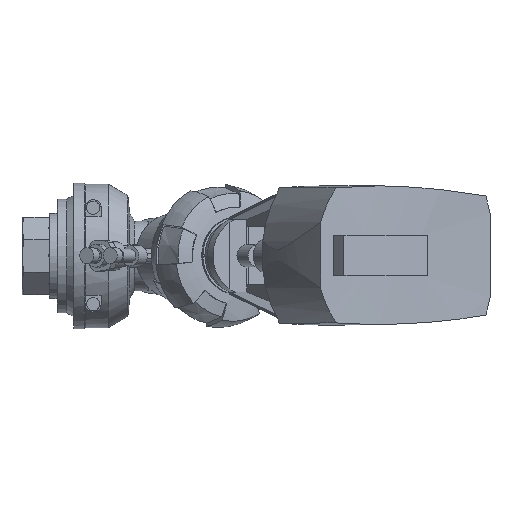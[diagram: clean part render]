
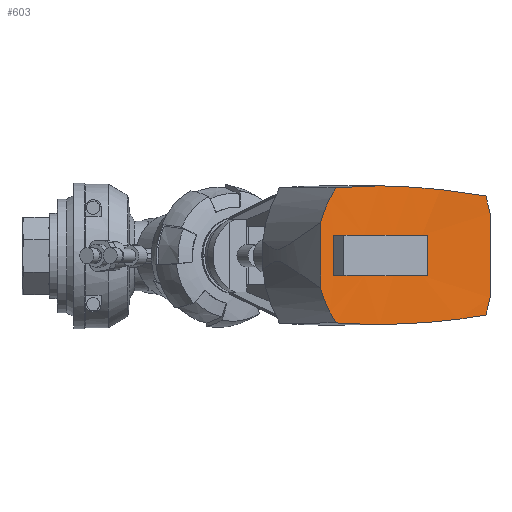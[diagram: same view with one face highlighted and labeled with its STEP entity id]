
A CAD part, top view. The second image highlights one B-rep face of the part: STEP entity #603.
In plain terms, the highlighted cylindrical face has radius 566 mm (diameter 1132 mm), a partial arc.
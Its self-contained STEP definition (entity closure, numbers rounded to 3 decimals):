
#603 = ADVANCED_FACE( '', ( #1346, #1347 ), #1348, .T. );
#1346 = FACE_BOUND( '', #2325, .T. );
#1347 = FACE_OUTER_BOUND( '', #2326, .T. );
#1348 = CYLINDRICAL_SURFACE( '', #2327, 566. );
#2325 = EDGE_LOOP( '', ( #4076, #4077, #4078, #4079 ) );
#2326 = EDGE_LOOP( '', ( #4080, #4081, #4082, #4083, #4084, #4085, #4086, #4087, #4088, #4089 ) );
#2327 = AXIS2_PLACEMENT_3D( '', #4090, #4091, #4092 );
#4076 = ORIENTED_EDGE( '', *, *, #5826, .F. );
#4077 = ORIENTED_EDGE( '', *, *, #5572, .T. );
#4078 = ORIENTED_EDGE( '', *, *, #5852, .T. );
#4079 = ORIENTED_EDGE( '', *, *, #5238, .F. );
#4080 = ORIENTED_EDGE( '', *, *, #5923, .T. );
#4081 = ORIENTED_EDGE( '', *, *, #5924, .T. );
#4082 = ORIENTED_EDGE( '', *, *, #5925, .T. );
#4083 = ORIENTED_EDGE( '', *, *, #5926, .T. );
#4084 = ORIENTED_EDGE( '', *, *, #5655, .T. );
#4085 = ORIENTED_EDGE( '', *, *, #5401, .T. );
#4086 = ORIENTED_EDGE( '', *, *, #5651, .T. );
#4087 = ORIENTED_EDGE( '', *, *, #5631, .T. );
#4088 = ORIENTED_EDGE( '', *, *, #5453, .T. );
#4089 = ORIENTED_EDGE( '', *, *, #5731, .F. );
#4090 = CARTESIAN_POINT( '', ( -82.09, -137.18, -162.184 ) );
#4091 = DIRECTION( '', ( 0., -1., 0. ) );
#4092 = DIRECTION( '', ( 0.5, 0., 0.866 ) );
#5238 = EDGE_CURVE( '', #6174, #6170, #6176, .T. );
#5401 = EDGE_CURVE( '', #6462, #6463, #6464, .T. );
#5453 = EDGE_CURVE( '', #6547, #6545, #6548, .T. );
#5572 = EDGE_CURVE( '', #6751, #6748, #6752, .T. );
#5631 = EDGE_CURVE( '', #6835, #6547, #6839, .T. );
#5651 = EDGE_CURVE( '', #6463, #6835, #6864, .T. );
#5655 = EDGE_CURVE( '', #6866, #6462, #6870, .T. );
#5731 = EDGE_CURVE( '', #6982, #6545, #6984, .T. );
#5826 = EDGE_CURVE( '', #6751, #6174, #7128, .F. );
#5852 = EDGE_CURVE( '', #6748, #6170, #7161, .F. );
#5923 = EDGE_CURVE( '', #6982, #7258, #7259, .T. );
#5924 = EDGE_CURVE( '', #7258, #7260, #7261, .T. );
#5925 = EDGE_CURVE( '', #7260, #7262, #7263, .T. );
#5926 = EDGE_CURVE( '', #7262, #6866, #7264, .T. );
#6170 = VERTEX_POINT( '', #7544 );
#6174 = VERTEX_POINT( '', #7550 );
#6176 = LINE( '', #7553, #7554 );
#6462 = VERTEX_POINT( '', #8283 );
#6463 = VERTEX_POINT( '', #8284 );
#6464 = B_SPLINE_CURVE_WITH_KNOTS( '', 3, ( #8285, #8286, #8287, #8288 ), .UNSPECIFIED., .F., .F., ( 4, 4 ), ( 0., 0.016 ), .UNSPECIFIED. );
#6545 = VERTEX_POINT( '', #8609 );
#6547 = VERTEX_POINT( '', #8640 );
#6548 = B_SPLINE_CURVE_WITH_KNOTS( '', 3, ( #8641, #8642, #8643, #8644, #8645, #8646 ), .UNSPECIFIED., .F., .F., ( 4, 2, 4 ), ( 0., 0.017, 0.035 ), .UNSPECIFIED. );
#6748 = VERTEX_POINT( '', #9001 );
#6751 = VERTEX_POINT( '', #9005 );
#6752 = LINE( '', #9006, #9007 );
#6835 = VERTEX_POINT( '', #9197 );
#6839 = B_SPLINE_CURVE_WITH_KNOTS( '', 3, ( #9202, #9203, #9204, #9205 ), .UNSPECIFIED., .F., .F., ( 4, 4 ), ( 0., 0.043 ), .UNSPECIFIED. );
#6864 = B_SPLINE_CURVE_WITH_KNOTS( '', 3, ( #9233, #9234, #9235, #9236, #9237, #9238 ), .UNSPECIFIED., .F., .F., ( 4, 2, 4 ), ( 0., 0.058, 0.116 ), .UNSPECIFIED. );
#6866 = VERTEX_POINT( '', #9240 );
#6870 = LINE( '', #9254, #9255 );
#6982 = VERTEX_POINT( '', #9519 );
#6984 = LINE( '', #9550, #9551 );
#7128 = CIRCLE( '', #9797, 566. );
#7161 = CIRCLE( '', #10042, 566. );
#7258 = VERTEX_POINT( '', #10201 );
#7259 = B_SPLINE_CURVE_WITH_KNOTS( '', 3, ( #10202, #10203, #10204, #10205, #10206, #10207 ), .UNSPECIFIED., .F., .F., ( 4, 2, 4 ), ( 0., 0.017, 0.035 ), .UNSPECIFIED. );
#7260 = VERTEX_POINT( '', #10208 );
#7261 = B_SPLINE_CURVE_WITH_KNOTS( '', 3, ( #10209, #10210, #10211, #10212 ), .UNSPECIFIED., .F., .F., ( 4, 4 ), ( 0., 0.043 ), .UNSPECIFIED. );
#7262 = VERTEX_POINT( '', #10213 );
#7263 = B_SPLINE_CURVE_WITH_KNOTS( '', 3, ( #10214, #10215, #10216, #10217, #10218, #10219 ), .UNSPECIFIED., .F., .F., ( 4, 2, 4 ), ( 0., 0.058, 0.116 ), .UNSPECIFIED. );
#7264 = B_SPLINE_CURVE_WITH_KNOTS( '', 3, ( #10220, #10221, #10222, #10223 ), .UNSPECIFIED., .F., .F., ( 4, 4 ), ( 0., 0.016 ), .UNSPECIFIED. );
#7544 = CARTESIAN_POINT( '', ( 231.182, 18., 309.215 ) );
#7550 = CARTESIAN_POINT( '', ( 231.182, -18., 309.215 ) );
#7553 = CARTESIAN_POINT( '', ( 231.182, -18., 309.215 ) );
#7554 = VECTOR( '', #10945, 1000. );
#8283 = CARTESIAN_POINT( '', ( 291.667, 37.672, 262.86 ) );
#8284 = CARTESIAN_POINT( '', ( 287.91, 53.148, 266.134 ) );
#8285 = CARTESIAN_POINT( '', ( 291.667, 37.672, 262.86 ) );
#8286 = CARTESIAN_POINT( '', ( 290.629, 42.921, 263.772 ) );
#8287 = CARTESIAN_POINT( '', ( 289.378, 48.079, 264.866 ) );
#8288 = CARTESIAN_POINT( '', ( 287.91, 53.148, 266.134 ) );
#8609 = CARTESIAN_POINT( '', ( 140.629, 29.267, 358.155 ) );
#8640 = CARTESIAN_POINT( '', ( 154.472, 60.299, 352.009 ) );
#8641 = CARTESIAN_POINT( '', ( 154.472, 60.299, 352.009 ) );
#8642 = CARTESIAN_POINT( '', ( 151.39, 55.55, 353.427 ) );
#8643 = CARTESIAN_POINT( '', ( 148.698, 50.586, 354.633 ) );
#8644 = CARTESIAN_POINT( '', ( 144.077, 40.243, 356.672 ) );
#8645 = CARTESIAN_POINT( '', ( 142.149, 34.864, 357.504 ) );
#8646 = CARTESIAN_POINT( '', ( 140.629, 29.267, 358.155 ) );
#9001 = CARTESIAN_POINT( '', ( 152.521, 18., 352.903 ) );
#9005 = CARTESIAN_POINT( '', ( 152.521, -18., 352.903 ) );
#9006 = CARTESIAN_POINT( '', ( 152.521, -18., 352.903 ) );
#9007 = VECTOR( '', #11346, 1000. );
#9197 = CARTESIAN_POINT( '', ( 193.074, 61.999, 332.428 ) );
#9202 = CARTESIAN_POINT( '', ( 193.074, 61.999, 332.428 ) );
#9203 = CARTESIAN_POINT( '', ( 180.446, 61.75, 339.454 ) );
#9204 = CARTESIAN_POINT( '', ( 167.578, 61.182, 345.98 ) );
#9205 = CARTESIAN_POINT( '', ( 154.472, 60.299, 352.009 ) );
#9233 = CARTESIAN_POINT( '', ( 287.91, 53.148, 266.134 ) );
#9234 = CARTESIAN_POINT( '', ( 273.304, 55.735, 278.752 ) );
#9235 = CARTESIAN_POINT( '', ( 258.099, 57.774, 290.585 ) );
#9236 = CARTESIAN_POINT( '', ( 226.493, 60.735, 312.69 ) );
#9237 = CARTESIAN_POINT( '', ( 210.091, 61.656, 322.961 ) );
#9238 = CARTESIAN_POINT( '', ( 193.074, 61.999, 332.428 ) );
#9240 = CARTESIAN_POINT( '', ( 291.667, -37.672, 262.86 ) );
#9254 = CARTESIAN_POINT( '', ( 291.667, -137.18, 262.86 ) );
#9255 = VECTOR( '', #11432, 1000. );
#9519 = CARTESIAN_POINT( '', ( 140.629, -29.267, 358.155 ) );
#9550 = CARTESIAN_POINT( '', ( 140.629, -137.18, 358.155 ) );
#9551 = VECTOR( '', #11544, 1000. );
#9797 = AXIS2_PLACEMENT_3D( '', #11649, #11650, #11651 );
#10042 = AXIS2_PLACEMENT_3D( '', #11676, #11677, #11678 );
#10201 = CARTESIAN_POINT( '', ( 154.472, -60.299, 352.009 ) );
#10202 = CARTESIAN_POINT( '', ( 140.629, -29.267, 358.155 ) );
#10203 = CARTESIAN_POINT( '', ( 142.149, -34.864, 357.504 ) );
#10204 = CARTESIAN_POINT( '', ( 144.077, -40.243, 356.672 ) );
#10205 = CARTESIAN_POINT( '', ( 148.698, -50.586, 354.633 ) );
#10206 = CARTESIAN_POINT( '', ( 151.39, -55.55, 353.427 ) );
#10207 = CARTESIAN_POINT( '', ( 154.472, -60.299, 352.009 ) );
#10208 = CARTESIAN_POINT( '', ( 193.074, -61.999, 332.428 ) );
#10209 = CARTESIAN_POINT( '', ( 154.472, -60.299, 352.009 ) );
#10210 = CARTESIAN_POINT( '', ( 167.578, -61.182, 345.98 ) );
#10211 = CARTESIAN_POINT( '', ( 180.446, -61.75, 339.454 ) );
#10212 = CARTESIAN_POINT( '', ( 193.074, -61.999, 332.428 ) );
#10213 = CARTESIAN_POINT( '', ( 287.91, -53.148, 266.134 ) );
#10214 = CARTESIAN_POINT( '', ( 193.074, -61.999, 332.428 ) );
#10215 = CARTESIAN_POINT( '', ( 210.091, -61.656, 322.961 ) );
#10216 = CARTESIAN_POINT( '', ( 226.493, -60.735, 312.69 ) );
#10217 = CARTESIAN_POINT( '', ( 258.099, -57.774, 290.585 ) );
#10218 = CARTESIAN_POINT( '', ( 273.304, -55.735, 278.752 ) );
#10219 = CARTESIAN_POINT( '', ( 287.91, -53.148, 266.134 ) );
#10220 = CARTESIAN_POINT( '', ( 287.91, -53.148, 266.134 ) );
#10221 = CARTESIAN_POINT( '', ( 289.378, -48.079, 264.866 ) );
#10222 = CARTESIAN_POINT( '', ( 290.629, -42.921, 263.772 ) );
#10223 = CARTESIAN_POINT( '', ( 291.667, -37.672, 262.86 ) );
#10945 = DIRECTION( '', ( 0., 1., 0. ) );
#11346 = DIRECTION( '', ( 0., 1., 0. ) );
#11432 = DIRECTION( '', ( 0., 1., 0. ) );
#11544 = DIRECTION( '', ( 0., 1., 0. ) );
#11649 = CARTESIAN_POINT( '', ( -82.09, -18., -162.184 ) );
#11650 = DIRECTION( '', ( 0., -1., 0. ) );
#11651 = DIRECTION( '', ( -0.5, 0., -0.866 ) );
#11676 = CARTESIAN_POINT( '', ( -82.09, 18., -162.184 ) );
#11677 = DIRECTION( '', ( 0., -1., 0. ) );
#11678 = DIRECTION( '', ( -0.5, 0., -0.866 ) );
